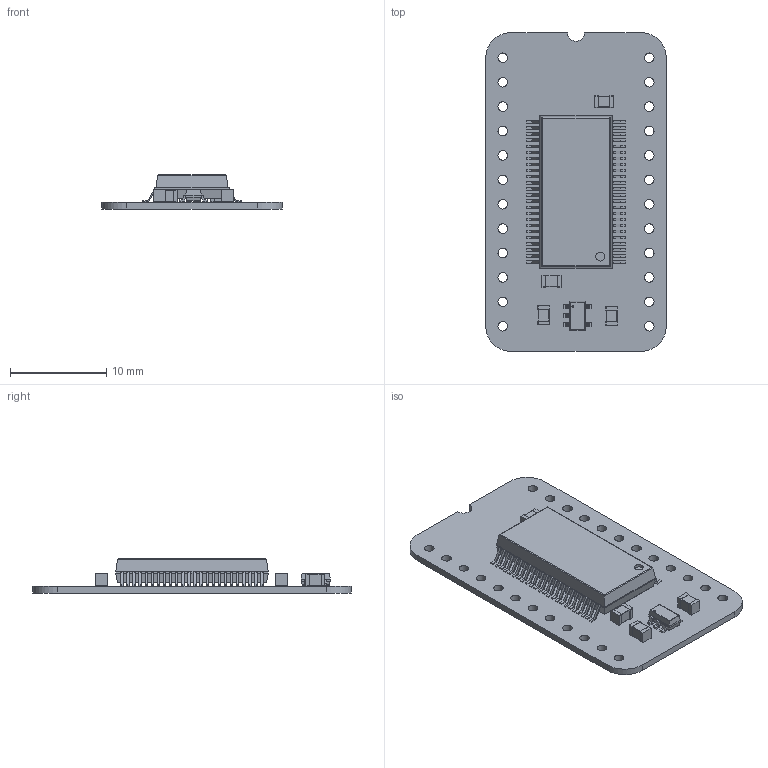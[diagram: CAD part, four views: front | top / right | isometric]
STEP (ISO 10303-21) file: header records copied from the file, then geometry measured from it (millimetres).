
FILE_DESCRIPTION(('KiCad electronic assembly'),'2;1');
FILE_NAME('SD Card Write Data.step','2024-07-04T18:09:50',('Pcbnew'),( 'Kicad'),'Open CASCADE STEP processor 7.8','KiCad to STEP converter' ,'Unknown');
FILE_SCHEMA(('AUTOMOTIVE_DESIGN { 1 0 10303 214 1 1 1 1 }'));
Length unit declared in the file: millimetre
Products named in the file (8): SD Card Write Data 1; C_0805_2012Metric; AP7365-33WG-7; ASSEMBLY; 74LVC16373ADL,118; _autosave-SD Card Write Data_PCB
Assembly tree (10 placements, depth 3):
  SD Card Write Data 1
    C_0805_2012Metric  x4
      C_0805_2012Metric
    AP7365-33WG-7
      ASSEMBLY
    74LVC16373ADL,118
      ASSEMBLY
    _autosave-SD Card Write Data_PCB
Bounding box: 18.8 x 33.17 x 3.55 mm (x, y, z)
Volume: 726.1 mm3; surface area: 1812.8 mm2
Topology: 60 solids, 60 shells, 885 faces, 2233 edges, 1478 vertices
Faces by surface type: plane 631, cylinder 254
Full cylindrical faces by diameter (mm): 0.2 x1, 0.938 x1, 1 x24
Entity records: 24228 total; most frequent: CARTESIAN_POINT 4163, DIRECTION 4061, ORIENTED_EDGE 4034, EDGE_CURVE 2017, LINE 1597, VECTOR 1597, VERTEX_POINT 1334, AXIS2_PLACEMENT_3D 1232
